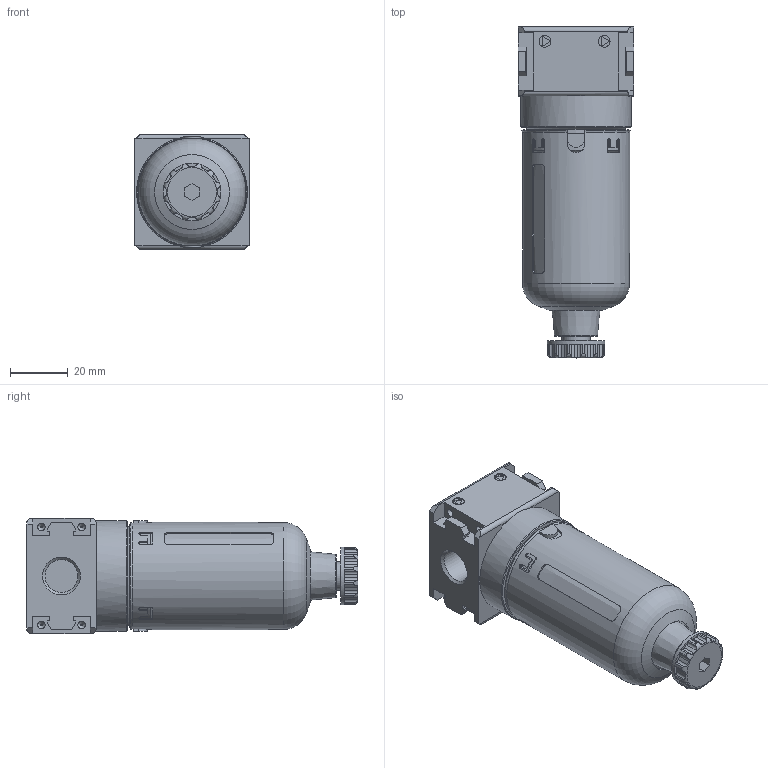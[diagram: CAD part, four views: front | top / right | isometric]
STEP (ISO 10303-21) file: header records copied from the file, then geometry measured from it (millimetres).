
FILE_DESCRIPTION( ( 'STEP AP203' ), ' ' );
FILE_NAME( '9.1301.00.051.stp', '2017-04-06T15:22:21', ( '' ), ( '' ), ' ', 'PARTsolutions', ' ' );
FILE_SCHEMA( ( 'CONFIG_CONTROL_DESIGN' ) );
Length unit declared in the file: millimetre
Products named in the file (4): 9.1301.00.051; _FM 06 S(00)-1; _FM 06 S-3; _FM 06 S-6
Assembly tree (3 placements, depth 2):
  9.1301.00.051
    _FM 06 S(00)-1
    _FM 06 S-3
    _FM 06 S-6
Bounding box: 40 x 115.3 x 40 mm (x, y, z)
Volume: 109258.7 mm3; surface area: 33750.3 mm2
Topology: 3 solids, 3 shells, 333 faces, 907 edges, 599 vertices
Faces by surface type: plane 185, cylinder 122, cone 18, torus 7, sphere 1
Full cylindrical faces by diameter (mm): 2.6 x4, 3 x4, 4.1 x4, 9.728 x1, 11.445 x2, 16 x1, 18.6 x1, 20 x1, 20.3 x1, 33.3 x1, 36 x1, 36.1 x1, 37.3 x1, 38.5 x1
Entity records: 11237 total; most frequent: CARTESIAN_POINT 2970, ORIENTED_EDGE 1686, DIRECTION 1622, EDGE_CURVE 843, VERTEX_POINT 582, AXIS2_PLACEMENT_3D 560, LINE 502, VECTOR 502
